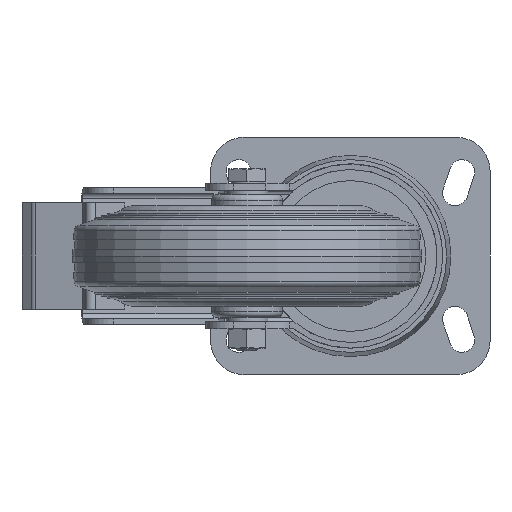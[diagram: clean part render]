
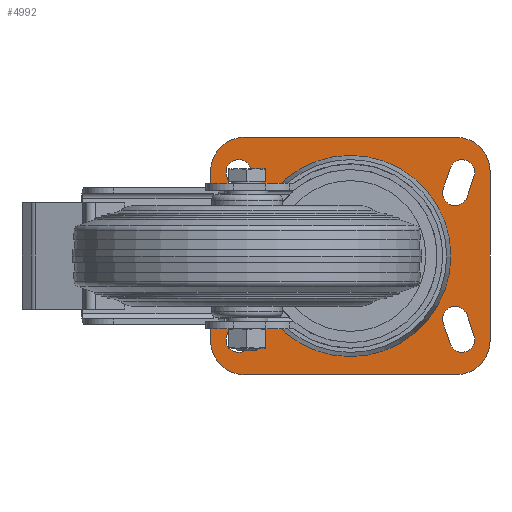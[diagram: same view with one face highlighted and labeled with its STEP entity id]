
A CAD part, front view. The second image highlights one B-rep face of the part: STEP entity #4992.
In plain terms, the highlighted planar face has unit normal (0, -1, 0).
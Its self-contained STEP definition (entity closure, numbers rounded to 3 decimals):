
#238=FACE_BOUND('',#948,.T.);
#239=FACE_BOUND('',#949,.T.);
#240=FACE_BOUND('',#950,.T.);
#241=FACE_BOUND('',#951,.T.);
#242=FACE_BOUND('',#952,.T.);
#413=CIRCLE('',#5475,12.);
#414=CIRCLE('',#5476,12.);
#415=CIRCLE('',#5477,12.);
#416=CIRCLE('',#5478,12.);
#417=CIRCLE('',#5479,35.372);
#418=CIRCLE('',#5480,4.5);
#419=CIRCLE('',#5481,4.5);
#420=CIRCLE('',#5482,4.5);
#421=CIRCLE('',#5483,4.5);
#422=CIRCLE('',#5484,4.5);
#423=CIRCLE('',#5485,4.5);
#424=CIRCLE('',#5486,4.5);
#425=CIRCLE('',#5487,4.5);
#627=FACE_OUTER_BOUND('',#947,.T.);
#947=EDGE_LOOP('',(#3634,#3635,#3636,#3637,#3638,#3639,#3640,#3641));
#948=EDGE_LOOP('',(#3642));
#949=EDGE_LOOP('',(#3643,#3644,#3645,#3646));
#950=EDGE_LOOP('',(#3647,#3648,#3649,#3650));
#951=EDGE_LOOP('',(#3651,#3652,#3653,#3654));
#952=EDGE_LOOP('',(#3655,#3656,#3657,#3658));
#1257=LINE('',#7900,#1656);
#1258=LINE('',#7904,#1657);
#1259=LINE('',#7908,#1658);
#1260=LINE('',#7911,#1659);
#1261=LINE('',#7916,#1660);
#1262=LINE('',#7920,#1661);
#1263=LINE('',#7924,#1662);
#1264=LINE('',#7928,#1663);
#1265=LINE('',#7932,#1664);
#1266=LINE('',#7936,#1665);
#1267=LINE('',#7940,#1666);
#1268=LINE('',#7944,#1667);
#1656=VECTOR('',#6449,1000.);
#1657=VECTOR('',#6452,1000.);
#1658=VECTOR('',#6455,1000.);
#1659=VECTOR('',#6458,1000.);
#1660=VECTOR('',#6461,1000.);
#1661=VECTOR('',#6464,1000.);
#1662=VECTOR('',#6467,1000.);
#1663=VECTOR('',#6470,1000.);
#1664=VECTOR('',#6473,1000.);
#1665=VECTOR('',#6476,1000.);
#1666=VECTOR('',#6479,1000.);
#1667=VECTOR('',#6482,1000.);
#2126=VERTEX_POINT('',#7896);
#2127=VERTEX_POINT('',#7897);
#2128=VERTEX_POINT('',#7899);
#2129=VERTEX_POINT('',#7901);
#2130=VERTEX_POINT('',#7903);
#2131=VERTEX_POINT('',#7905);
#2132=VERTEX_POINT('',#7907);
#2133=VERTEX_POINT('',#7909);
#2134=VERTEX_POINT('',#7912);
#2135=VERTEX_POINT('',#7914);
#2136=VERTEX_POINT('',#7915);
#2137=VERTEX_POINT('',#7917);
#2138=VERTEX_POINT('',#7919);
#2139=VERTEX_POINT('',#7922);
#2140=VERTEX_POINT('',#7923);
#2141=VERTEX_POINT('',#7925);
#2142=VERTEX_POINT('',#7927);
#2143=VERTEX_POINT('',#7930);
#2144=VERTEX_POINT('',#7931);
#2145=VERTEX_POINT('',#7933);
#2146=VERTEX_POINT('',#7935);
#2147=VERTEX_POINT('',#7938);
#2148=VERTEX_POINT('',#7939);
#2149=VERTEX_POINT('',#7941);
#2150=VERTEX_POINT('',#7943);
#2675=EDGE_CURVE('',#2126,#2127,#413,.T.);
#2676=EDGE_CURVE('',#2128,#2126,#1257,.T.);
#2677=EDGE_CURVE('',#2129,#2128,#414,.T.);
#2678=EDGE_CURVE('',#2130,#2129,#1258,.T.);
#2679=EDGE_CURVE('',#2131,#2130,#415,.T.);
#2680=EDGE_CURVE('',#2132,#2131,#1259,.T.);
#2681=EDGE_CURVE('',#2133,#2132,#416,.T.);
#2682=EDGE_CURVE('',#2127,#2133,#1260,.T.);
#2683=EDGE_CURVE('',#2134,#2134,#417,.T.);
#2684=EDGE_CURVE('',#2135,#2136,#1261,.T.);
#2685=EDGE_CURVE('',#2136,#2137,#418,.T.);
#2686=EDGE_CURVE('',#2137,#2138,#1262,.T.);
#2687=EDGE_CURVE('',#2138,#2135,#419,.T.);
#2688=EDGE_CURVE('',#2139,#2140,#1263,.T.);
#2689=EDGE_CURVE('',#2140,#2141,#420,.T.);
#2690=EDGE_CURVE('',#2141,#2142,#1264,.T.);
#2691=EDGE_CURVE('',#2142,#2139,#421,.T.);
#2692=EDGE_CURVE('',#2143,#2144,#1265,.T.);
#2693=EDGE_CURVE('',#2144,#2145,#422,.T.);
#2694=EDGE_CURVE('',#2145,#2146,#1266,.T.);
#2695=EDGE_CURVE('',#2146,#2143,#423,.T.);
#2696=EDGE_CURVE('',#2147,#2148,#1267,.T.);
#2697=EDGE_CURVE('',#2148,#2149,#424,.T.);
#2698=EDGE_CURVE('',#2149,#2150,#1268,.T.);
#2699=EDGE_CURVE('',#2150,#2147,#425,.T.);
#3634=ORIENTED_EDGE('',*,*,#2675,.F.);
#3635=ORIENTED_EDGE('',*,*,#2676,.F.);
#3636=ORIENTED_EDGE('',*,*,#2677,.F.);
#3637=ORIENTED_EDGE('',*,*,#2678,.F.);
#3638=ORIENTED_EDGE('',*,*,#2679,.F.);
#3639=ORIENTED_EDGE('',*,*,#2680,.F.);
#3640=ORIENTED_EDGE('',*,*,#2681,.F.);
#3641=ORIENTED_EDGE('',*,*,#2682,.F.);
#3642=ORIENTED_EDGE('',*,*,#2683,.T.);
#3643=ORIENTED_EDGE('',*,*,#2684,.T.);
#3644=ORIENTED_EDGE('',*,*,#2685,.T.);
#3645=ORIENTED_EDGE('',*,*,#2686,.T.);
#3646=ORIENTED_EDGE('',*,*,#2687,.T.);
#3647=ORIENTED_EDGE('',*,*,#2688,.T.);
#3648=ORIENTED_EDGE('',*,*,#2689,.T.);
#3649=ORIENTED_EDGE('',*,*,#2690,.T.);
#3650=ORIENTED_EDGE('',*,*,#2691,.T.);
#3651=ORIENTED_EDGE('',*,*,#2692,.T.);
#3652=ORIENTED_EDGE('',*,*,#2693,.T.);
#3653=ORIENTED_EDGE('',*,*,#2694,.T.);
#3654=ORIENTED_EDGE('',*,*,#2695,.T.);
#3655=ORIENTED_EDGE('',*,*,#2696,.T.);
#3656=ORIENTED_EDGE('',*,*,#2697,.T.);
#3657=ORIENTED_EDGE('',*,*,#2698,.T.);
#3658=ORIENTED_EDGE('',*,*,#2699,.T.);
#4515=PLANE('',#5474);
#4992=ADVANCED_FACE('',(#627,#238,#239,#240,#241,#242),#4515,.F.);
#5474=AXIS2_PLACEMENT_3D('',#7895,#6445,#6446);
#5475=AXIS2_PLACEMENT_3D('',#7898,#6447,#6448);
#5476=AXIS2_PLACEMENT_3D('',#7902,#6450,#6451);
#5477=AXIS2_PLACEMENT_3D('',#7906,#6453,#6454);
#5478=AXIS2_PLACEMENT_3D('',#7910,#6456,#6457);
#5479=AXIS2_PLACEMENT_3D('',#7913,#6459,#6460);
#5480=AXIS2_PLACEMENT_3D('',#7918,#6462,#6463);
#5481=AXIS2_PLACEMENT_3D('',#7921,#6465,#6466);
#5482=AXIS2_PLACEMENT_3D('',#7926,#6468,#6469);
#5483=AXIS2_PLACEMENT_3D('',#7929,#6471,#6472);
#5484=AXIS2_PLACEMENT_3D('',#7934,#6474,#6475);
#5485=AXIS2_PLACEMENT_3D('',#7937,#6477,#6478);
#5486=AXIS2_PLACEMENT_3D('',#7942,#6480,#6481);
#5487=AXIS2_PLACEMENT_3D('',#7945,#6483,#6484);
#6445=DIRECTION('center_axis',(0.,1.,0.));
#6446=DIRECTION('ref_axis',(0.,0.,1.));
#6447=DIRECTION('center_axis',(0.,1.,0.));
#6448=DIRECTION('ref_axis',(1.,0.,0.));
#6449=DIRECTION('',(-1.,0.,0.));
#6450=DIRECTION('center_axis',(0.,1.,0.));
#6451=DIRECTION('ref_axis',(1.,0.,0.));
#6452=DIRECTION('',(0.,0.,-1.));
#6453=DIRECTION('center_axis',(0.,1.,0.));
#6454=DIRECTION('ref_axis',(1.,0.,0.));
#6455=DIRECTION('',(1.,0.,0.));
#6456=DIRECTION('center_axis',(0.,1.,0.));
#6457=DIRECTION('ref_axis',(1.,0.,0.));
#6458=DIRECTION('',(0.,0.,1.));
#6459=DIRECTION('center_axis',(0.,1.,0.));
#6460=DIRECTION('ref_axis',(0.,0.,1.));
#6461=DIRECTION('',(-0.316,0.,0.949));
#6462=DIRECTION('center_axis',(0.,1.,0.));
#6463=DIRECTION('ref_axis',(1.,0.,0.));
#6464=DIRECTION('',(0.316,0.,-0.949));
#6465=DIRECTION('center_axis',(0.,1.,0.));
#6466=DIRECTION('ref_axis',(1.,0.,0.));
#6467=DIRECTION('',(-0.316,0.,-0.949));
#6468=DIRECTION('center_axis',(0.,1.,0.));
#6469=DIRECTION('ref_axis',(1.,0.,0.));
#6470=DIRECTION('',(0.316,0.,0.949));
#6471=DIRECTION('center_axis',(0.,1.,0.));
#6472=DIRECTION('ref_axis',(1.,0.,0.));
#6473=DIRECTION('',(-0.316,0.,0.949));
#6474=DIRECTION('center_axis',(0.,1.,0.));
#6475=DIRECTION('ref_axis',(1.,0.,0.));
#6476=DIRECTION('',(0.316,0.,-0.949));
#6477=DIRECTION('center_axis',(0.,1.,0.));
#6478=DIRECTION('ref_axis',(1.,0.,0.));
#6479=DIRECTION('',(-0.316,0.,-0.949));
#6480=DIRECTION('center_axis',(0.,1.,0.));
#6481=DIRECTION('ref_axis',(1.,0.,0.));
#6482=DIRECTION('',(0.316,0.,0.949));
#6483=DIRECTION('center_axis',(0.,1.,0.));
#6484=DIRECTION('ref_axis',(1.,0.,0.));
#7895=CARTESIAN_POINT('Origin',(-1.,91.,-30.5));
#7896=CARTESIAN_POINT('',(-1.,91.,-42.5));
#7897=CARTESIAN_POINT('',(-13.,91.,-30.5));
#7898=CARTESIAN_POINT('Origin',(-1.,91.,-30.5));
#7899=CARTESIAN_POINT('',(75.,91.,-42.5));
#7900=CARTESIAN_POINT('',(75.,91.,-42.5));
#7901=CARTESIAN_POINT('',(87.,91.,-30.5));
#7902=CARTESIAN_POINT('Origin',(75.,91.,-30.5));
#7903=CARTESIAN_POINT('',(87.,91.,30.5));
#7904=CARTESIAN_POINT('',(87.,91.,30.5));
#7905=CARTESIAN_POINT('',(75.,91.,42.5));
#7906=CARTESIAN_POINT('Origin',(75.,91.,30.5));
#7907=CARTESIAN_POINT('',(-1.,91.,42.5));
#7908=CARTESIAN_POINT('',(-1.,91.,42.5));
#7909=CARTESIAN_POINT('',(-13.,91.,30.5));
#7910=CARTESIAN_POINT('Origin',(-1.,91.,30.5));
#7911=CARTESIAN_POINT('',(-13.,91.,-30.5));
#7912=CARTESIAN_POINT('',(37.,91.,-35.372));
#7913=CARTESIAN_POINT('Origin',(37.,91.,0.));
#7914=CARTESIAN_POINT('',(-4.769,91.,21.077));
#7915=CARTESIAN_POINT('',(-7.269,91.,28.577));
#7916=CARTESIAN_POINT('',(-4.769,91.,21.077));
#7917=CARTESIAN_POINT('',(1.269,91.,31.423));
#7918=CARTESIAN_POINT('Origin',(-3.,91.,30.));
#7919=CARTESIAN_POINT('',(3.769,91.,23.923));
#7920=CARTESIAN_POINT('',(1.269,91.,31.423));
#7921=CARTESIAN_POINT('Origin',(-0.5,91.,22.5));
#7922=CARTESIAN_POINT('',(3.769,91.,-23.923));
#7923=CARTESIAN_POINT('',(1.269,91.,-31.423));
#7924=CARTESIAN_POINT('',(3.769,91.,-23.923));
#7925=CARTESIAN_POINT('',(-7.269,91.,-28.577));
#7926=CARTESIAN_POINT('Origin',(-3.,91.,-30.));
#7927=CARTESIAN_POINT('',(-4.769,91.,-21.077));
#7928=CARTESIAN_POINT('',(-7.269,91.,-28.577));
#7929=CARTESIAN_POINT('Origin',(-0.5,91.,-22.5));
#7930=CARTESIAN_POINT('',(72.731,91.,-31.423));
#7931=CARTESIAN_POINT('',(70.231,91.,-23.923));
#7932=CARTESIAN_POINT('',(72.731,91.,-31.423));
#7933=CARTESIAN_POINT('',(78.769,91.,-21.077));
#7934=CARTESIAN_POINT('Origin',(74.5,91.,-22.5));
#7935=CARTESIAN_POINT('',(81.269,91.,-28.577));
#7936=CARTESIAN_POINT('',(78.769,91.,-21.077));
#7937=CARTESIAN_POINT('Origin',(77.,91.,-30.));
#7938=CARTESIAN_POINT('',(81.269,91.,28.577));
#7939=CARTESIAN_POINT('',(78.769,91.,21.077));
#7940=CARTESIAN_POINT('',(81.269,91.,28.577));
#7941=CARTESIAN_POINT('',(70.231,91.,23.923));
#7942=CARTESIAN_POINT('Origin',(74.5,91.,22.5));
#7943=CARTESIAN_POINT('',(72.731,91.,31.423));
#7944=CARTESIAN_POINT('',(70.231,91.,23.923));
#7945=CARTESIAN_POINT('Origin',(77.,91.,30.));
